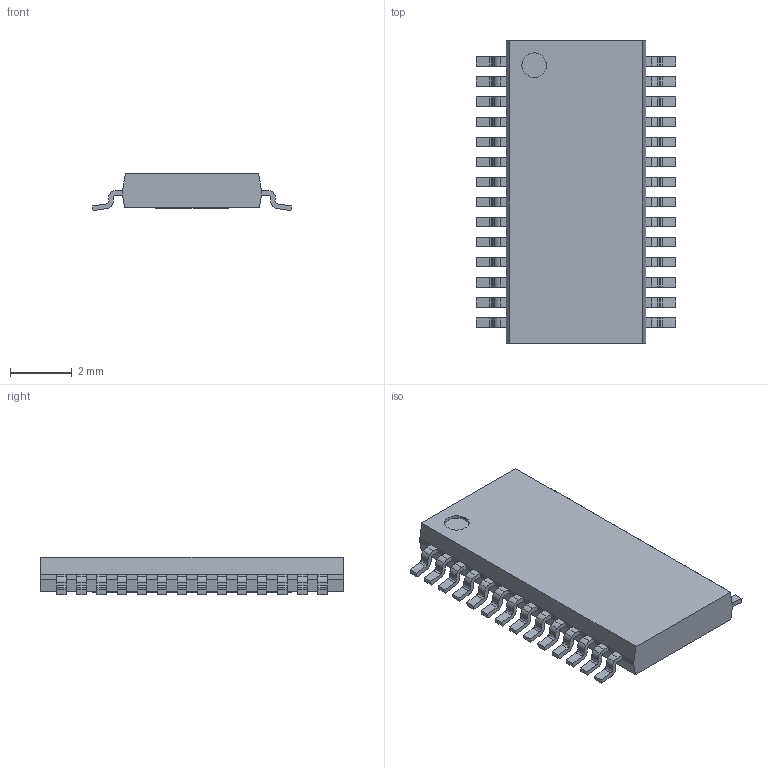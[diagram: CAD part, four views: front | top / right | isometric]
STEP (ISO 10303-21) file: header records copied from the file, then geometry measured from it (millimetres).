
FILE_DESCRIPTION((''),'2;1');
FILE_NAME('SOP65P640X120-29N-R646_235.stp','2009-02-16T16:26:11',(''),(''),'Mechanical Desktop 2006','Mechanical Desktop 2006',', , ');
FILE_SCHEMA(('AUTOMOTIVE_DESIGN { 1 2 10303 214 0 1 1 1 }'));
Length unit declared in the file: millimetre
Products named in the file (1): Product
Bounding box: 6.44 x 9.8 x 1.2 mm (x, y, z)
Volume: 49.5 mm3; surface area: 181.6 mm2
Topology: 30 solids, 30 shells, 523 faces, 1386 edges, 924 vertices
Faces by surface type: bspline 252, plane 157, cylinder 114
Entity records: 17792 total; most frequent: CARTESIAN_POINT 5158, ORIENTED_EDGE 2772, DIRECTION 2382, EDGE_CURVE 1386, VECTOR 934, LINE 934, VERTEX_POINT 924, AXIS2_PLACEMENT_3D 724
